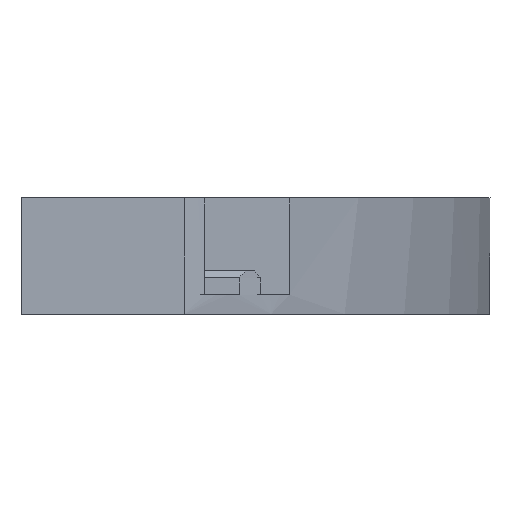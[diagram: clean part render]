
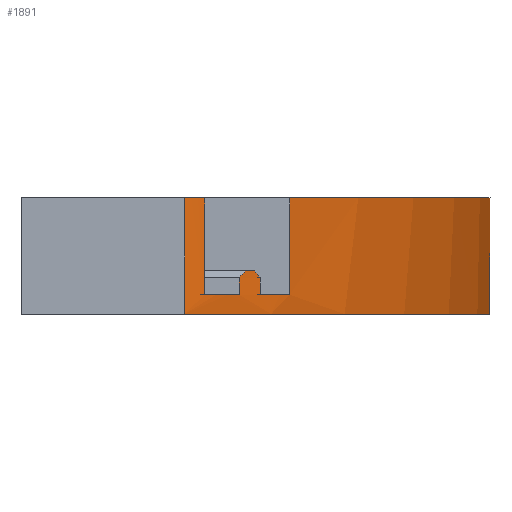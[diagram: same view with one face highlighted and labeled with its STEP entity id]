
A CAD part, left-side view. The second image highlights one B-rep face of the part: STEP entity #1891.
In plain terms, the highlighted cylindrical face has radius 200.751 mm (diameter 401.502 mm), a partial arc.
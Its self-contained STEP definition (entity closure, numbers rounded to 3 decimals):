
#16=ELLIPSE('',#2023,283.905,200.751);
#17=ELLIPSE('',#2027,283.905,200.751);
#18=ELLIPSE('',#2029,283.905,200.751);
#19=ELLIPSE('',#2030,283.905,200.751);
#23=CYLINDRICAL_SURFACE('',#2026,200.751);
#44=CIRCLE('',#1950,200.751);
#56=CIRCLE('',#1965,200.751);
#58=CIRCLE('',#1971,200.751);
#59=CIRCLE('',#1972,200.751);
#61=CIRCLE('',#1975,200.751);
#72=CIRCLE('',#1987,200.751);
#76=CIRCLE('',#2005,200.751);
#77=CIRCLE('',#2006,200.751);
#79=CIRCLE('',#2025,200.751);
#80=CIRCLE('',#2028,200.751);
#125=FACE_OUTER_BOUND('',#229,.T.);
#229=EDGE_LOOP('',(#1517,#1518,#1519,#1520,#1521,#1522,#1523,#1524,#1525,
#1526,#1527,#1528,#1529,#1530,#1531,#1532,#1533,#1534,#1535,#1536,#1537,
#1538,#1539,#1540));
#329=LINE('',#2722,#564);
#387=LINE('',#2876,#622);
#458=LINE('',#3027,#693);
#459=LINE('',#3028,#694);
#460=LINE('',#3029,#695);
#461=LINE('',#3031,#696);
#462=LINE('',#3038,#697);
#463=LINE('',#3039,#698);
#464=LINE('',#3040,#699);
#465=LINE('',#3042,#700);
#564=VECTOR('',#2177,10.);
#622=VECTOR('',#2301,10.);
#693=VECTOR('',#2426,10.);
#694=VECTOR('',#2427,10.);
#695=VECTOR('',#2428,10.);
#696=VECTOR('',#2429,10.);
#697=VECTOR('',#2436,10.);
#698=VECTOR('',#2437,10.);
#699=VECTOR('',#2438,10.);
#700=VECTOR('',#2439,10.);
#779=VERTEX_POINT('',#2655);
#780=VERTEX_POINT('',#2656);
#806=VERTEX_POINT('',#2715);
#807=VERTEX_POINT('',#2717);
#808=VERTEX_POINT('',#2721);
#810=VERTEX_POINT('',#2731);
#815=VERTEX_POINT('',#2741);
#816=VERTEX_POINT('',#2743);
#840=VERTEX_POINT('',#2792);
#841=VERTEX_POINT('',#2794);
#861=VERTEX_POINT('',#2835);
#862=VERTEX_POINT('',#2837);
#889=VERTEX_POINT('',#2920);
#890=VERTEX_POINT('',#2922);
#895=VERTEX_POINT('',#2932);
#896=VERTEX_POINT('',#2934);
#919=VERTEX_POINT('',#3012);
#920=VERTEX_POINT('',#3013);
#923=VERTEX_POINT('',#3021);
#925=VERTEX_POINT('',#3030);
#926=VERTEX_POINT('',#3032);
#927=VERTEX_POINT('',#3034);
#928=VERTEX_POINT('',#3036);
#929=VERTEX_POINT('',#3041);
#963=EDGE_CURVE('',#779,#780,#44,.T.);
#994=EDGE_CURVE('',#806,#807,#56,.T.);
#996=EDGE_CURVE('',#808,#807,#329,.T.);
#1001=EDGE_CURVE('',#810,#808,#58,.T.);
#1007=EDGE_CURVE('',#816,#815,#59,.T.);
#1032=EDGE_CURVE('',#840,#841,#61,.T.);
#1053=EDGE_CURVE('',#861,#862,#72,.T.);
#1073=EDGE_CURVE('',#779,#862,#387,.T.);
#1097=EDGE_CURVE('',#890,#889,#76,.T.);
#1103=EDGE_CURVE('',#896,#895,#77,.T.);
#1143=EDGE_CURVE('',#919,#920,#16,.T.);
#1147=EDGE_CURVE('',#923,#920,#79,.T.);
#1150=EDGE_CURVE('',#919,#810,#458,.T.);
#1151=EDGE_CURVE('',#806,#780,#459,.T.);
#1152=EDGE_CURVE('',#896,#861,#460,.T.);
#1153=EDGE_CURVE('',#895,#925,#461,.T.);
#1154=EDGE_CURVE('',#926,#925,#17,.T.);
#1155=EDGE_CURVE('',#926,#927,#80,.T.);
#1156=EDGE_CURVE('',#928,#927,#18,.T.);
#1157=EDGE_CURVE('',#928,#890,#462,.T.);
#1158=EDGE_CURVE('',#889,#841,#463,.T.);
#1159=EDGE_CURVE('',#816,#840,#464,.T.);
#1160=EDGE_CURVE('',#815,#929,#465,.T.);
#1161=EDGE_CURVE('',#923,#929,#19,.T.);
#1517=ORIENTED_EDGE('',*,*,#1143,.F.);
#1518=ORIENTED_EDGE('',*,*,#1150,.T.);
#1519=ORIENTED_EDGE('',*,*,#1001,.T.);
#1520=ORIENTED_EDGE('',*,*,#996,.T.);
#1521=ORIENTED_EDGE('',*,*,#994,.F.);
#1522=ORIENTED_EDGE('',*,*,#1151,.T.);
#1523=ORIENTED_EDGE('',*,*,#963,.F.);
#1524=ORIENTED_EDGE('',*,*,#1073,.T.);
#1525=ORIENTED_EDGE('',*,*,#1053,.F.);
#1526=ORIENTED_EDGE('',*,*,#1152,.F.);
#1527=ORIENTED_EDGE('',*,*,#1103,.T.);
#1528=ORIENTED_EDGE('',*,*,#1153,.T.);
#1529=ORIENTED_EDGE('',*,*,#1154,.F.);
#1530=ORIENTED_EDGE('',*,*,#1155,.T.);
#1531=ORIENTED_EDGE('',*,*,#1156,.F.);
#1532=ORIENTED_EDGE('',*,*,#1157,.T.);
#1533=ORIENTED_EDGE('',*,*,#1097,.T.);
#1534=ORIENTED_EDGE('',*,*,#1158,.T.);
#1535=ORIENTED_EDGE('',*,*,#1032,.F.);
#1536=ORIENTED_EDGE('',*,*,#1159,.F.);
#1537=ORIENTED_EDGE('',*,*,#1007,.T.);
#1538=ORIENTED_EDGE('',*,*,#1160,.T.);
#1539=ORIENTED_EDGE('',*,*,#1161,.F.);
#1540=ORIENTED_EDGE('',*,*,#1147,.T.);
#1891=ADVANCED_FACE('',(#125),#23,.T.);
#1950=AXIS2_PLACEMENT_3D('',#2657,#2123,#2124);
#1965=AXIS2_PLACEMENT_3D('',#2718,#2172,#2173);
#1971=AXIS2_PLACEMENT_3D('',#2732,#2189,#2190);
#1972=AXIS2_PLACEMENT_3D('',#2744,#2196,#2197);
#1975=AXIS2_PLACEMENT_3D('',#2795,#2225,#2226);
#1987=AXIS2_PLACEMENT_3D('',#2838,#2259,#2260);
#2005=AXIS2_PLACEMENT_3D('',#2923,#2334,#2335);
#2006=AXIS2_PLACEMENT_3D('',#2935,#2341,#2342);
#2023=AXIS2_PLACEMENT_3D('',#3014,#2413,#2414);
#2025=AXIS2_PLACEMENT_3D('',#3022,#2420,#2421);
#2026=AXIS2_PLACEMENT_3D('',#3026,#2424,#2425);
#2027=AXIS2_PLACEMENT_3D('',#3033,#2430,#2431);
#2028=AXIS2_PLACEMENT_3D('',#3035,#2432,#2433);
#2029=AXIS2_PLACEMENT_3D('',#3037,#2434,#2435);
#2030=AXIS2_PLACEMENT_3D('',#3043,#2440,#2441);
#2123=DIRECTION('center_axis',(0.,0.,-1.));
#2124=DIRECTION('ref_axis',(0.371,-0.929,0.));
#2172=DIRECTION('center_axis',(0.,0.,1.));
#2173=DIRECTION('ref_axis',(0.371,-0.929,0.));
#2177=DIRECTION('',(0.,0.,1.));
#2189=DIRECTION('center_axis',(0.,0.,-1.));
#2190=DIRECTION('ref_axis',(0.371,-0.929,0.));
#2196=DIRECTION('center_axis',(0.,0.,-1.));
#2197=DIRECTION('ref_axis',(0.371,-0.929,0.));
#2225=DIRECTION('center_axis',(0.,0.,1.));
#2226=DIRECTION('ref_axis',(0.371,-0.929,0.));
#2259=DIRECTION('center_axis',(0.,0.,1.));
#2260=DIRECTION('ref_axis',(0.371,-0.929,0.));
#2301=DIRECTION('',(0.,0.,1.));
#2334=DIRECTION('center_axis',(0.,0.,-1.));
#2335=DIRECTION('ref_axis',(0.371,-0.929,0.));
#2341=DIRECTION('center_axis',(0.,0.,-1.));
#2342=DIRECTION('ref_axis',(0.371,-0.929,0.));
#2413=DIRECTION('center_axis',(-0.707,0.,
0.707));
#2414=DIRECTION('ref_axis',(0.707,0.,0.707));
#2420=DIRECTION('center_axis',(0.,0.,-1.));
#2421=DIRECTION('ref_axis',(0.371,-0.929,0.));
#2424=DIRECTION('center_axis',(0.,0.,-1.));
#2425=DIRECTION('ref_axis',(0.371,-0.929,0.));
#2426=DIRECTION('',(0.,0.,-1.));
#2427=DIRECTION('',(0.,0.,-1.));
#2428=DIRECTION('',(0.,0.,1.));
#2429=DIRECTION('',(0.,0.,1.));
#2430=DIRECTION('center_axis',(0.707,0.,0.707));
#2431=DIRECTION('ref_axis',(0.707,0.,-0.707));
#2432=DIRECTION('center_axis',(0.,0.,-1.));
#2433=DIRECTION('ref_axis',(0.371,-0.929,0.));
#2434=DIRECTION('center_axis',(-0.707,0.,
0.707));
#2435=DIRECTION('ref_axis',(0.707,0.,0.707));
#2436=DIRECTION('',(0.,0.,-1.));
#2437=DIRECTION('',(0.,0.,1.));
#2438=DIRECTION('',(0.,0.,1.));
#2439=DIRECTION('',(0.,0.,1.));
#2440=DIRECTION('center_axis',(0.707,0.,0.707));
#2441=DIRECTION('ref_axis',(0.707,0.,-0.707));
#2655=CARTESIAN_POINT('',(119.261,-264.701,-34.));
#2656=CARTESIAN_POINT('',(-97.74,-214.415,-34.));
#2657=CARTESIAN_POINT('Origin',(48.466,-76.847,-34.));
#2715=CARTESIAN_POINT('',(-97.74,-214.415,-10.));
#2717=CARTESIAN_POINT('',(-93.74,-218.546,-10.));
#2718=CARTESIAN_POINT('Origin',(48.466,-76.847,-10.));
#2721=CARTESIAN_POINT('',(-93.74,-218.546,-30.));
#2722=CARTESIAN_POINT('',(-93.74,-218.546,-20.));
#2731=CARTESIAN_POINT('',(-86.24,-225.694,-30.));
#2732=CARTESIAN_POINT('Origin',(48.466,-76.847,-30.));
#2741=CARTESIAN_POINT('',(-81.24,-230.07,-30.));
#2743=CARTESIAN_POINT('',(-73.74,-236.116,-30.));
#2744=CARTESIAN_POINT('Origin',(48.466,-76.847,-30.));
#2792=CARTESIAN_POINT('',(-73.74,-236.116,-10.));
#2794=CARTESIAN_POINT('',(95.26,-272.068,-10.));
#2795=CARTESIAN_POINT('Origin',(48.466,-76.847,-10.));
#2835=CARTESIAN_POINT('',(115.26,-266.16,-10.));
#2837=CARTESIAN_POINT('',(119.261,-264.701,-10.));
#2838=CARTESIAN_POINT('Origin',(48.466,-76.847,-10.));
#2876=CARTESIAN_POINT('',(119.261,-264.701,-20.));
#2920=CARTESIAN_POINT('',(95.26,-272.068,-30.));
#2922=CARTESIAN_POINT('',(102.76,-270.116,-30.));
#2923=CARTESIAN_POINT('Origin',(48.466,-76.847,-30.));
#2932=CARTESIAN_POINT('',(107.76,-268.642,-30.));
#2934=CARTESIAN_POINT('',(115.26,-266.16,-30.));
#2935=CARTESIAN_POINT('Origin',(48.466,-76.847,-30.));
#3012=CARTESIAN_POINT('',(-86.24,-225.694,-26.5));
#3013=CARTESIAN_POINT('',(-84.74,-227.038,-25.));
#3014=CARTESIAN_POINT('Origin',(48.466,-76.847,108.206));
#3021=CARTESIAN_POINT('',(-82.74,-228.788,-25.));
#3022=CARTESIAN_POINT('Origin',(48.466,-76.847,-25.));
#3026=CARTESIAN_POINT('Origin',(48.466,-76.847,-20.));
#3027=CARTESIAN_POINT('',(-86.24,-225.694,-20.));
#3028=CARTESIAN_POINT('',(-97.74,-214.415,-20.));
#3029=CARTESIAN_POINT('',(115.26,-266.16,-20.));
#3030=CARTESIAN_POINT('',(107.76,-268.642,-26.5));
#3031=CARTESIAN_POINT('',(107.76,-268.642,-20.));
#3032=CARTESIAN_POINT('',(106.26,-269.099,-25.));
#3033=CARTESIAN_POINT('Origin',(48.466,-76.847,32.794));
#3034=CARTESIAN_POINT('',(104.26,-269.689,-25.));
#3035=CARTESIAN_POINT('Origin',(48.466,-76.847,-25.));
#3036=CARTESIAN_POINT('',(102.76,-270.116,-26.5));
#3037=CARTESIAN_POINT('Origin',(48.466,-76.847,-80.794));
#3038=CARTESIAN_POINT('',(102.76,-270.116,-20.));
#3039=CARTESIAN_POINT('',(95.26,-272.068,-20.));
#3040=CARTESIAN_POINT('',(-73.74,-236.116,-20.));
#3041=CARTESIAN_POINT('',(-81.24,-230.07,-26.5));
#3042=CARTESIAN_POINT('',(-81.24,-230.07,-20.));
#3043=CARTESIAN_POINT('Origin',(48.466,-76.847,-156.206));
